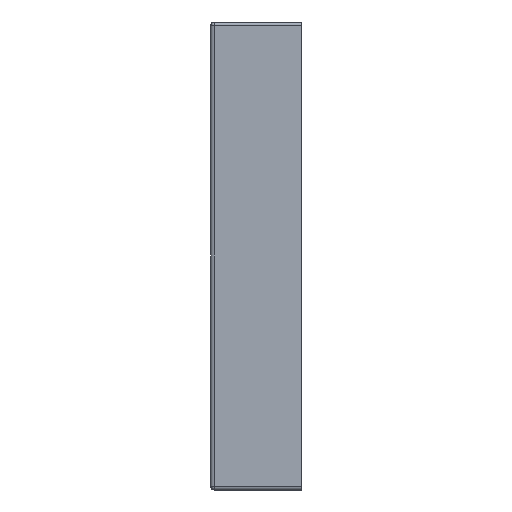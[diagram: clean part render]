
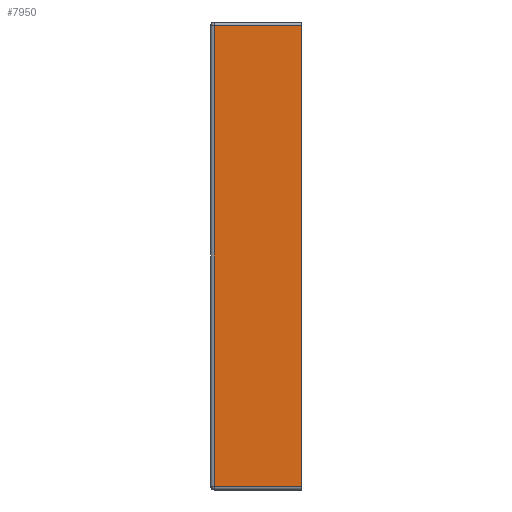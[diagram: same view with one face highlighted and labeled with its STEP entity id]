
A CAD part, left-side view. The second image highlights one B-rep face of the part: STEP entity #7950.
In plain terms, the highlighted planar face has unit normal (-1, 0, 0).
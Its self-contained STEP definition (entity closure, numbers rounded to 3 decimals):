
#495 = ORIENTED_EDGE ( 'NONE', *, *, #5058, .T. ) ;
#548 = PLANE ( 'NONE',  #4634 ) ;
#816 = VECTOR ( 'NONE', #5081, 1000. ) ;
#1329 = LINE ( 'NONE', #9729, #8296 ) ;
#1339 = EDGE_CURVE ( 'NONE', #7762, #11360, #1329, .T. ) ;
#2240 = ORIENTED_EDGE ( 'NONE', *, *, #1339, .T. ) ;
#2522 = EDGE_LOOP ( 'NONE', ( #15341, #495, #6454, #2240 ) ) ;
#3191 = LINE ( 'NONE', #4739, #7398 ) ;
#4100 = CARTESIAN_POINT ( 'NONE',  ( -64.5, 24., -63.5 ) ) ;
#4634 = AXIS2_PLACEMENT_3D ( 'NONE', #9827, #8840, #13559 ) ;
#4739 = CARTESIAN_POINT ( 'NONE',  ( -64.5, 25., -63.5 ) ) ;
#5058 = EDGE_CURVE ( 'NONE', #8684, #11817, #3191, .T. ) ;
#5081 = DIRECTION ( 'NONE',  ( 0., 0., 1. ) ) ;
#6346 = EDGE_CURVE ( 'NONE', #11360, #8684, #10898, .T. ) ;
#6385 = CARTESIAN_POINT ( 'NONE',  ( -64.5, 0., -63.5 ) ) ;
#6454 = ORIENTED_EDGE ( 'NONE', *, *, #16484, .T. ) ;
#6749 = LINE ( 'NONE', #17450, #816 ) ;
#7070 = FACE_OUTER_BOUND ( 'NONE', #2522, .T. ) ;
#7398 = VECTOR ( 'NONE', #10111, 1000. ) ;
#7762 = VERTEX_POINT ( 'NONE', #16034 ) ;
#7914 = VECTOR ( 'NONE', #16635, 1000. ) ;
#7950 = ADVANCED_FACE ( 'NONE', ( #7070 ), #548, .F. ) ;
#8296 = VECTOR ( 'NONE', #12474, 1000. ) ;
#8605 = CARTESIAN_POINT ( 'NONE',  ( -64.5, 24., -64.5 ) ) ;
#8684 = VERTEX_POINT ( 'NONE', #4100 ) ;
#8840 = DIRECTION ( 'NONE',  ( 1., 0., 0. ) ) ;
#9729 = CARTESIAN_POINT ( 'NONE',  ( -64.5, 25., 63.5 ) ) ;
#9827 = CARTESIAN_POINT ( 'NONE',  ( -64.5, 25., -64.5 ) ) ;
#10111 = DIRECTION ( 'NONE',  ( 0., -1., 0. ) ) ;
#10898 = LINE ( 'NONE', #8605, #7914 ) ;
#11360 = VERTEX_POINT ( 'NONE', #14155 ) ;
#11817 = VERTEX_POINT ( 'NONE', #6385 ) ;
#12474 = DIRECTION ( 'NONE',  ( 0., 1., 0. ) ) ;
#13559 = DIRECTION ( 'NONE',  ( 0., 0., -1. ) ) ;
#14155 = CARTESIAN_POINT ( 'NONE',  ( -64.5, 24., 63.5 ) ) ;
#15341 = ORIENTED_EDGE ( 'NONE', *, *, #6346, .T. ) ;
#16034 = CARTESIAN_POINT ( 'NONE',  ( -64.5, 0., 63.5 ) ) ;
#16484 = EDGE_CURVE ( 'NONE', #11817, #7762, #6749, .T. ) ;
#16635 = DIRECTION ( 'NONE',  ( 0., 0., -1. ) ) ;
#17450 = CARTESIAN_POINT ( 'NONE',  ( -64.5, 0., -64.5 ) ) ;
